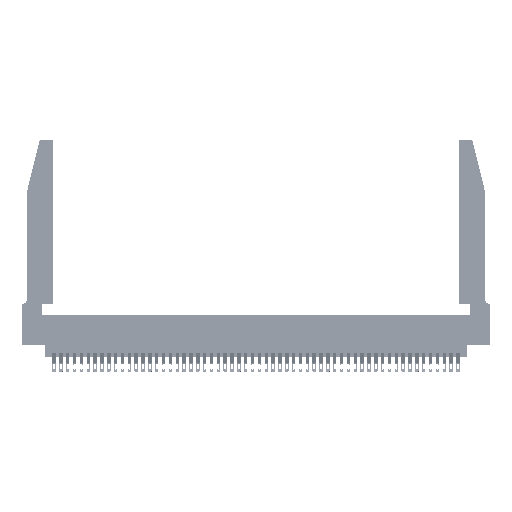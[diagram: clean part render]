
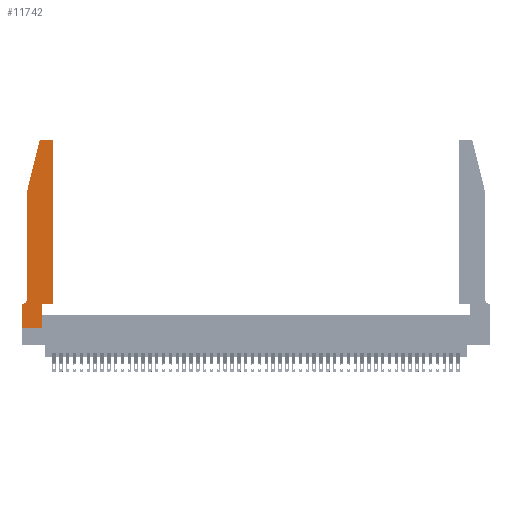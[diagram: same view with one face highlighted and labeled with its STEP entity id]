
A CAD part, top view. The second image highlights one B-rep face of the part: STEP entity #11742.
In plain terms, the highlighted planar face has unit normal (0, 0, 1).
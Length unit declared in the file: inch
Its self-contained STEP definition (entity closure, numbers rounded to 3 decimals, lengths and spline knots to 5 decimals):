
#1110 = CARTESIAN_POINT ( 'NONE',  ( 0., 0., 0.37 ) ) ;
#1145 = VERTEX_POINT ( 'NONE', #14864 ) ;
#2463 = ORIENTED_EDGE ( 'NONE', *, *, #9898, .T. ) ;
#3006 = VERTEX_POINT ( 'NONE', #25194 ) ;
#3148 = CARTESIAN_POINT ( 'NONE',  ( 0.0055, 0.42, 0.37 ) ) ;
#3267 = ORIENTED_EDGE ( 'NONE', *, *, #13021, .T. ) ;
#3310 = EDGE_CURVE ( 'NONE', #35120, #3006, #30155, .T. ) ;
#3910 = DIRECTION ( 'NONE',  ( -1., 0., 0. ) ) ;
#4340 = CIRCLE ( 'NONE', #46058, 0.03 ) ;
#4632 = EDGE_CURVE ( 'NONE', #35885, #32052, #41313, .T. ) ;
#5520 = CARTESIAN_POINT ( 'NONE',  ( 0.0755, 2., 0.37 ) ) ;
#6455 = ORIENTED_EDGE ( 'NONE', *, *, #45938, .T. ) ;
#6803 = DIRECTION ( 'NONE',  ( 0., 0., 1. ) ) ;
#7374 = DIRECTION ( 'NONE',  ( 0., 0., -1. ) ) ;
#7819 = DIRECTION ( 'NONE',  ( 1., 0., 0. ) ) ;
#9561 = AXIS2_PLACEMENT_3D ( 'NONE', #29763, #22059, #33819 ) ;
#9691 = EDGE_CURVE ( 'NONE', #23278, #20137, #27669, .T. ) ;
#9898 = EDGE_CURVE ( 'NONE', #3006, #23278, #43985, .T. ) ;
#10071 = CIRCLE ( 'NONE', #30804, 0.07 ) ;
#10081 = DIRECTION ( 'NONE',  ( -0.239, -0.971, 0. ) ) ;
#10272 = VERTEX_POINT ( 'NONE', #24050 ) ;
#10654 = VECTOR ( 'NONE', #10081, 39.37008 ) ;
#10852 = CARTESIAN_POINT ( 'NONE',  ( 0., 0., 0.37 ) ) ;
#10928 = VECTOR ( 'NONE', #41601, 39.37008 ) ;
#11321 = CARTESIAN_POINT ( 'NONE',  ( 0.0755, 2., 0.37 ) ) ;
#11687 = CARTESIAN_POINT ( 'NONE',  ( 0.284, 2.75, 0.37 ) ) ;
#11742 = ADVANCED_FACE ( 'NONE', ( #32775 ), #49328, .T. ) ;
#13021 = EDGE_CURVE ( 'NONE', #20137, #36962, #49516, .T. ) ;
#13133 = VERTEX_POINT ( 'NONE', #18175 ) ;
#13174 = CARTESIAN_POINT ( 'NONE',  ( 0.4205, 2.75, 0.37 ) ) ;
#13519 = CARTESIAN_POINT ( 'NONE',  ( 0.25487, 2.72718, 0.37 ) ) ;
#13889 = EDGE_LOOP ( 'NONE', ( #3267, #38174, #14092, #6455, #20542, #45403, #28184, #20708, #34439, #36644, #2463, #28296 ) ) ;
#14092 = ORIENTED_EDGE ( 'NONE', *, *, #26460, .T. ) ;
#14841 = LINE ( 'NONE', #5520, #10654 ) ;
#14864 = CARTESIAN_POINT ( 'NONE',  ( 0., 0.35, 0.37 ) ) ;
#15763 = DIRECTION ( 'NONE',  ( 0., 1., 0. ) ) ;
#16662 = DIRECTION ( 'NONE',  ( -1., 0., 0. ) ) ;
#18015 = CARTESIAN_POINT ( 'NONE',  ( 0.4505, 0.35, 0.37 ) ) ;
#18175 = CARTESIAN_POINT ( 'NONE',  ( 0.0755, 2., 0.37 ) ) ;
#18588 = DIRECTION ( 'NONE',  ( 1., 0., 0. ) ) ;
#18750 = VECTOR ( 'NONE', #7819, 39.37008 ) ;
#20137 = VERTEX_POINT ( 'NONE', #13174 ) ;
#20542 = ORIENTED_EDGE ( 'NONE', *, *, #48636, .T. ) ;
#20708 = ORIENTED_EDGE ( 'NONE', *, *, #4632, .T. ) ;
#20866 = VECTOR ( 'NONE', #47602, 39.37008 ) ;
#21062 = DIRECTION ( 'NONE',  ( 0., 1., 0. ) ) ;
#21692 = CARTESIAN_POINT ( 'NONE',  ( 0.4505, 2.72, 0.37 ) ) ;
#22059 = DIRECTION ( 'NONE',  ( 0., 0., 1. ) ) ;
#22221 = EDGE_CURVE ( 'NONE', #31726, #1145, #42034, .T. ) ;
#23278 = VERTEX_POINT ( 'NONE', #21692 ) ;
#23557 = CARTESIAN_POINT ( 'NONE',  ( 0., 0., 0.37 ) ) ;
#24050 = CARTESIAN_POINT ( 'NONE',  ( 0.0755, 0.42, 0.37 ) ) ;
#25068 = EDGE_CURVE ( 'NONE', #32052, #35120, #36046, .T. ) ;
#25194 = CARTESIAN_POINT ( 'NONE',  ( 0.4505, 0.35, 0.37 ) ) ;
#25923 = AXIS2_PLACEMENT_3D ( 'NONE', #43970, #47661, #32325 ) ;
#26401 = VECTOR ( 'NONE', #15763, 39.37008 ) ;
#26431 = DIRECTION ( 'NONE',  ( 0., -1., 0. ) ) ;
#26460 = EDGE_CURVE ( 'NONE', #33523, #13133, #14841, .T. ) ;
#26979 = CARTESIAN_POINT ( 'NONE',  ( 0.0755, 0.35, 0.37 ) ) ;
#27669 = CIRCLE ( 'NONE', #25923, 0.03 ) ;
#28184 = ORIENTED_EDGE ( 'NONE', *, *, #43113, .T. ) ;
#28296 = ORIENTED_EDGE ( 'NONE', *, *, #9691, .T. ) ;
#28865 = VECTOR ( 'NONE', #21062, 39.37008 ) ;
#29763 = CARTESIAN_POINT ( 'NONE',  ( 0., 0.35, 0.37 ) ) ;
#30155 = LINE ( 'NONE', #31014, #18750 ) ;
#30804 = AXIS2_PLACEMENT_3D ( 'NONE', #3148, #7374, #38130 ) ;
#30868 = CARTESIAN_POINT ( 'NONE',  ( 0.2865, 0.35, 0.37 ) ) ;
#31014 = CARTESIAN_POINT ( 'NONE',  ( 0.4505, 0.35, 0.37 ) ) ;
#31726 = VERTEX_POINT ( 'NONE', #45522 ) ;
#32052 = VERTEX_POINT ( 'NONE', #32647 ) ;
#32325 = DIRECTION ( 'NONE',  ( 1., 0., 0. ) ) ;
#32647 = CARTESIAN_POINT ( 'NONE',  ( 0.2865, 0., 0.37 ) ) ;
#32775 = FACE_OUTER_BOUND ( 'NONE', #13889, .T. ) ;
#33523 = VERTEX_POINT ( 'NONE', #13519 ) ;
#33819 = DIRECTION ( 'NONE',  ( 1., 0., 0. ) ) ;
#34439 = ORIENTED_EDGE ( 'NONE', *, *, #25068, .T. ) ;
#35034 = VECTOR ( 'NONE', #16662, 39.37008 ) ;
#35120 = VERTEX_POINT ( 'NONE', #45641 ) ;
#35885 = VERTEX_POINT ( 'NONE', #23557 ) ;
#36046 = LINE ( 'NONE', #30868, #26401 ) ;
#36644 = ORIENTED_EDGE ( 'NONE', *, *, #3310, .T. ) ;
#36850 = EDGE_CURVE ( 'NONE', #36962, #33523, #4340, .T. ) ;
#36962 = VERTEX_POINT ( 'NONE', #11687 ) ;
#38130 = DIRECTION ( 'NONE',  ( -1., 0., 0. ) ) ;
#38174 = ORIENTED_EDGE ( 'NONE', *, *, #36850, .T. ) ;
#41313 = LINE ( 'NONE', #1110, #20866 ) ;
#41601 = DIRECTION ( 'NONE',  ( 0., -1., 0. ) ) ;
#42034 = LINE ( 'NONE', #26979, #45702 ) ;
#42248 = VECTOR ( 'NONE', #26431, 39.37008 ) ;
#43113 = EDGE_CURVE ( 'NONE', #1145, #35885, #48256, .T. ) ;
#43970 = CARTESIAN_POINT ( 'NONE',  ( 0.4205, 2.72, 0.37 ) ) ;
#43985 = LINE ( 'NONE', #18015, #28865 ) ;
#45403 = ORIENTED_EDGE ( 'NONE', *, *, #22221, .T. ) ;
#45522 = CARTESIAN_POINT ( 'NONE',  ( 0.0055, 0.35, 0.37 ) ) ;
#45641 = CARTESIAN_POINT ( 'NONE',  ( 0.2865, 0.35, 0.37 ) ) ;
#45702 = VECTOR ( 'NONE', #3910, 39.37008 ) ;
#45909 = LINE ( 'NONE', #11321, #42248 ) ;
#45938 = EDGE_CURVE ( 'NONE', #13133, #10272, #45909, .T. ) ;
#46025 = CARTESIAN_POINT ( 'NONE',  ( 0.284, 2.72, 0.37 ) ) ;
#46058 = AXIS2_PLACEMENT_3D ( 'NONE', #46025, #6803, #18588 ) ;
#47602 = DIRECTION ( 'NONE',  ( 1., 0., 0. ) ) ;
#47661 = DIRECTION ( 'NONE',  ( 0., 0., 1. ) ) ;
#48156 = CARTESIAN_POINT ( 'NONE',  ( 0.2605, 2.75, 0.37 ) ) ;
#48256 = LINE ( 'NONE', #10852, #10928 ) ;
#48636 = EDGE_CURVE ( 'NONE', #10272, #31726, #10071, .T. ) ;
#49328 = PLANE ( 'NONE',  #9561 ) ;
#49516 = LINE ( 'NONE', #48156, #35034 ) ;
